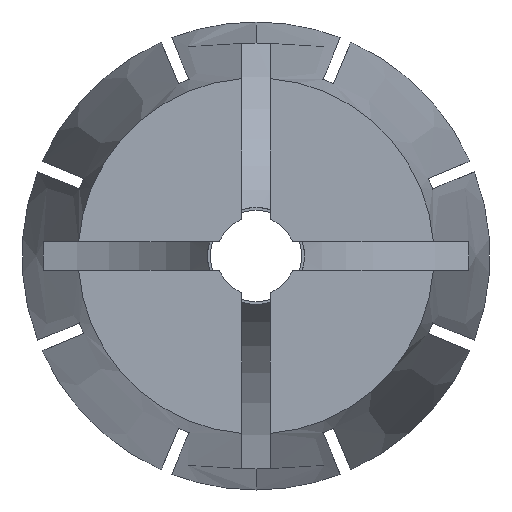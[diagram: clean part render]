
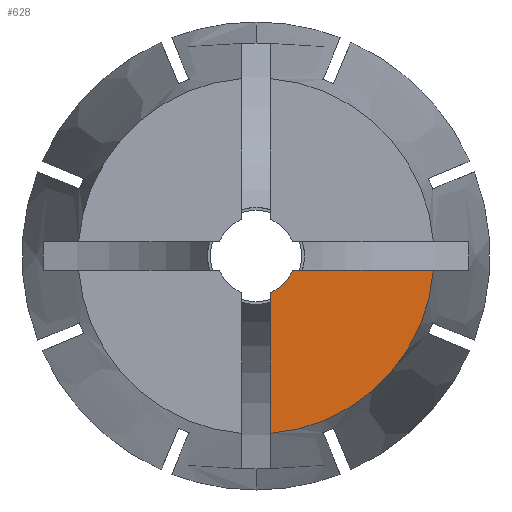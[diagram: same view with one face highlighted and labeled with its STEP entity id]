
A CAD part, left-side view. The second image highlights one B-rep face of the part: STEP entity #628.
In plain terms, the highlighted planar face has unit normal (-1, 0, 0).
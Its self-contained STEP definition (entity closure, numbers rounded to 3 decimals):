
#146 = VERTEX_POINT ( 'NONE', #3313 ) ;
#461 = CARTESIAN_POINT ( 'NONE',  ( -46., -15.595, -1.25 ) ) ;
#516 = DIRECTION ( 'NONE',  ( 0., -1., 0. ) ) ;
#628 = ADVANCED_FACE ( 'NONE', ( #3260 ), #2017, .T. ) ;
#710 = CARTESIAN_POINT ( 'NONE',  ( -46., -1.25, 0. ) ) ;
#712 = DIRECTION ( 'NONE',  ( 0., 0., -1. ) ) ;
#717 = DIRECTION ( 'NONE',  ( 1., 0., 0. ) ) ;
#726 = CARTESIAN_POINT ( 'NONE',  ( -46., 0., 0. ) ) ;
#758 = DIRECTION ( 'NONE',  ( 0., 0., -1. ) ) ;
#841 = ORIENTED_EDGE ( 'NONE', *, *, #910, .T. ) ;
#842 = ORIENTED_EDGE ( 'NONE', *, *, #922, .T. ) ;
#846 = ORIENTED_EDGE ( 'NONE', *, *, #1097, .F. ) ;
#850 = ORIENTED_EDGE ( 'NONE', *, *, #948, .F. ) ;
#910 = EDGE_CURVE ( 'NONE', #2648, #2445, #2745, .T. ) ;
#922 = EDGE_CURVE ( 'NONE', #2445, #146, #2730, .T. ) ;
#948 = EDGE_CURVE ( 'NONE', #2648, #3021, #2695, .T. ) ;
#1097 = EDGE_CURVE ( 'NONE', #3021, #146, #2554, .T. ) ;
#1439 = CARTESIAN_POINT ( 'NONE',  ( -46., -15.545, -1.25 ) ) ;
#1852 = EDGE_LOOP ( 'NONE', ( #841, #842, #846, #850 ) ) ;
#1909 = DIRECTION ( 'NONE',  ( -1., 0., 0. ) ) ;
#2017 = PLANE ( 'NONE',  #3764 ) ;
#2022 = DIRECTION ( 'NONE',  ( 0., 0., 1. ) ) ;
#2033 = CARTESIAN_POINT ( 'NONE',  ( -46., -15.595, 0. ) ) ;
#2445 = VERTEX_POINT ( 'NONE', #3175 ) ;
#2554 = CIRCLE ( 'NONE', #2555, 15.595 ) ;
#2555 = AXIS2_PLACEMENT_3D ( 'NONE', #2861, #2907, #2890 ) ;
#2648 = VERTEX_POINT ( 'NONE', #2674 ) ;
#2674 = CARTESIAN_POINT ( 'NONE',  ( -46., -3.205, -1.25 ) ) ;
#2695 = LINE ( 'NONE', #461, #2712 ) ;
#2712 = VECTOR ( 'NONE', #516, 1000. ) ;
#2730 = LINE ( 'NONE', #710, #2736 ) ;
#2736 = VECTOR ( 'NONE', #758, 1000. ) ;
#2745 = CIRCLE ( 'NONE', #2782, 3.44 ) ;
#2782 = AXIS2_PLACEMENT_3D ( 'NONE', #726, #717, #712 ) ;
#2861 = CARTESIAN_POINT ( 'NONE',  ( -46., 0., 0. ) ) ;
#2890 = DIRECTION ( 'NONE',  ( 0., 0., -1. ) ) ;
#2907 = DIRECTION ( 'NONE',  ( 1., 0., 0. ) ) ;
#3021 = VERTEX_POINT ( 'NONE', #1439 ) ;
#3175 = CARTESIAN_POINT ( 'NONE',  ( -46., -1.25, -3.205 ) ) ;
#3260 = FACE_OUTER_BOUND ( 'NONE', #1852, .T. ) ;
#3313 = CARTESIAN_POINT ( 'NONE',  ( -46., -1.25, -15.545 ) ) ;
#3764 = AXIS2_PLACEMENT_3D ( 'NONE', #2033, #1909, #2022 ) ;
